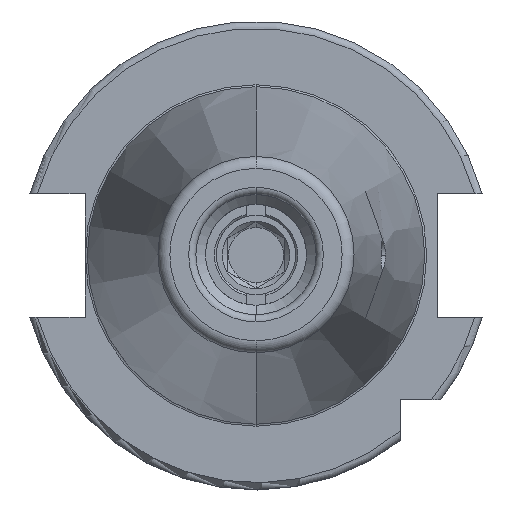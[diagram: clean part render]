
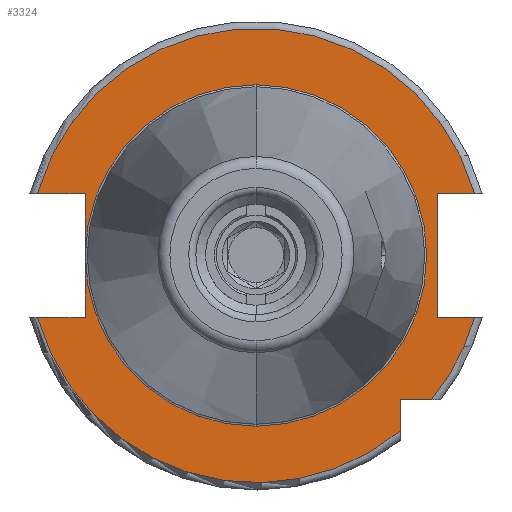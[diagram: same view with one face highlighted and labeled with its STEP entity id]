
A CAD part, top view. The second image highlights one B-rep face of the part: STEP entity #3324.
In plain terms, the highlighted planar face has unit normal (0, 0, 1).
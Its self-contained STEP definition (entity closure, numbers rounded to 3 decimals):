
#319=DIRECTION('',(1,0,0));
#320=VECTOR('',#319,9.969);
#321=CARTESIAN_POINT('',(-45.469,-12.85,15.9));
#322=LINE('',#321,#320);
#323=DIRECTION('',(0.,1,0));
#324=VECTOR('',#323,12.85);
#325=CARTESIAN_POINT('',(-35.5,-12.85,15.9));
#326=LINE('',#325,#324);
#327=DIRECTION('',(0.,1,0));
#328=VECTOR('',#327,12.85);
#329=CARTESIAN_POINT('',(-35.5,0,15.9));
#330=LINE('',#329,#328);
#331=DIRECTION('',(1,0,0));
#332=VECTOR('',#331,9.969);
#333=CARTESIAN_POINT('',(-45.469,12.85,15.9));
#334=LINE('',#333,#332);
#335=DIRECTION('',(-1,0,0));
#336=VECTOR('',#335,7.769);
#337=CARTESIAN_POINT('',(45.469,12.85,15.9));
#338=LINE('',#337,#336);
#339=DIRECTION('',(0,-1,0));
#340=VECTOR('',#339,25.7);
#341=CARTESIAN_POINT('',(37.7,12.85,15.9));
#342=LINE('',#341,#340);
#343=DIRECTION('',(-1,0,0));
#344=VECTOR('',#343,7.769);
#345=CARTESIAN_POINT('',(45.469,-12.85,15.9));
#346=LINE('',#345,#344);
#347=CARTESIAN_POINT('',(0,0,15.9));
#348=DIRECTION('',(0,0,1));
#349=DIRECTION('',(0.773,-0.635,0));
#350=AXIS2_PLACEMENT_3D('',#347,#348,#349);
#352=DIRECTION('',(-1,0,0));
#353=VECTOR('',#352,6.504);
#354=CARTESIAN_POINT('',(36.504,-30,15.9));
#355=LINE('',#354,#353);
#356=DIRECTION('',(0,1,0));
#357=VECTOR('',#356,6.504);
#358=CARTESIAN_POINT('',(30,-36.504,15.9));
#359=LINE('',#358,#357);
#360=CARTESIAN_POINT('',(0,0,15.9));
#361=DIRECTION('',(0,0,1));
#362=DIRECTION('',(0,1,0));
#363=AXIS2_PLACEMENT_3D('',#360,#361,#362);
#375=CARTESIAN_POINT('',(0,0,15.9));
#376=DIRECTION('',(0,0,1));
#377=DIRECTION('',(-1,0,0));
#378=AXIS2_PLACEMENT_3D('',#375,#376,#377);
#380=CARTESIAN_POINT('',(0,0,15.9));
#381=DIRECTION('',(0,0,-1));
#382=DIRECTION('',(0,1,0));
#383=AXIS2_PLACEMENT_3D('',#380,#381,#382);
#1401=CARTESIAN_POINT('',(0,0,15.9));
#1402=DIRECTION('',(0,0,1));
#1403=DIRECTION('',(0.962,0.272,0));
#1404=AXIS2_PLACEMENT_3D('',#1401,#1402,#1403);
#1452=CARTESIAN_POINT('',(0,0,15.9));
#1453=DIRECTION('',(0,0,1));
#1454=DIRECTION('',(-0.962,-0.272,0));
#1455=AXIS2_PLACEMENT_3D('',#1452,#1453,#1454);
#2371=CARTESIAN_POINT('',(0,35.5,15.9));
#2373=VERTEX_POINT('',#2371);
#2393=CARTESIAN_POINT('',(0,-35.5,15.9));
#2395=VERTEX_POINT('',#2393);
#2541=CARTESIAN_POINT('',(-45.469,-12.85,15.9));
#2542=CARTESIAN_POINT('',(-35.5,-12.85,15.9));
#2543=VERTEX_POINT('',#2541);
#2544=VERTEX_POINT('',#2542);
#2545=CARTESIAN_POINT('',(-35.5,0,15.9));
#2546=VERTEX_POINT('',#2545);
#2547=CARTESIAN_POINT('',(-35.5,12.85,15.9));
#2548=VERTEX_POINT('',#2547);
#2549=CARTESIAN_POINT('',(-45.469,12.85,15.9));
#2550=VERTEX_POINT('',#2549);
#2551=CARTESIAN_POINT('',(37.7,12.85,15.9));
#2552=CARTESIAN_POINT('',(37.7,-12.85,15.9));
#2553=VERTEX_POINT('',#2551);
#2554=VERTEX_POINT('',#2552);
#2555=CARTESIAN_POINT('',(45.469,-12.85,15.9));
#2556=VERTEX_POINT('',#2555);
#2557=CARTESIAN_POINT('',(45.469,12.85,15.9));
#2558=VERTEX_POINT('',#2557);
#2559=CARTESIAN_POINT('',(30,-36.504,15.9));
#2560=CARTESIAN_POINT('',(30,-30,15.9));
#2561=VERTEX_POINT('',#2559);
#2562=VERTEX_POINT('',#2560);
#2563=CARTESIAN_POINT('',(36.504,-30,15.9));
#2564=VERTEX_POINT('',#2563);
#3294=CARTESIAN_POINT('',(0,0,15.9));
#3295=DIRECTION('',(0,0,-1));
#3296=DIRECTION('',(0,-1,0));
#3297=AXIS2_PLACEMENT_3D('',#3294,#3295,#3296);
#3298=PLANE('',#3297);
#3299=ORIENTED_EDGE('',*,*,#3271,.T.);
#3300=ORIENTED_EDGE('',*,*,#2955,.T.);
#3302=ORIENTED_EDGE('',*,*,#3301,.T.);
#3304=ORIENTED_EDGE('',*,*,#3303,.F.);
#3306=ORIENTED_EDGE('',*,*,#3305,.T.);
#3307=ORIENTED_EDGE('',*,*,#2953,.T.);
#3308=ORIENTED_EDGE('',*,*,#2990,.F.);
#3310=ORIENTED_EDGE('',*,*,#3309,.F.);
#3312=ORIENTED_EDGE('',*,*,#3311,.T.);
#3314=ORIENTED_EDGE('',*,*,#3313,.T.);
#3315=ORIENTED_EDGE('',*,*,#3067,.F.);
#3317=ORIENTED_EDGE('',*,*,#3316,.F.);
#3318=ORIENTED_EDGE('',*,*,#3125,.T.);
#3319=ORIENTED_EDGE('',*,*,#3176,.F.);
#3321=ORIENTED_EDGE('',*,*,#3320,.F.);
#3322=EDGE_LOOP('',(#3299,#3300,#3302,#3304,#3306,#3307,#3308,#3310,#3312,#3314,
#3315,#3317,#3318,#3319,#3321));
#3323=FACE_OUTER_BOUND('',#3322,.F.);
#3324=ADVANCED_FACE('',(#3323),#3298,.F.);
#351=CIRCLE('',#350,47.25);
#364=CIRCLE('',#363,35.5);
#379=CIRCLE('',#378,35.5);
#384=CIRCLE('',#383,35.5);
#1405=CIRCLE('',#1404,47.25);
#1456=CIRCLE('',#1455,47.25);
#2953=EDGE_CURVE('',#2546,#2548,#330,.T.);
#2955=EDGE_CURVE('',#2544,#2546,#326,.T.);
#2990=EDGE_CURVE('',#2550,#2548,#334,.T.);
#3067=EDGE_CURVE('',#2556,#2554,#346,.T.);
#3125=EDGE_CURVE('',#2564,#2562,#355,.T.);
#3176=EDGE_CURVE('',#2561,#2562,#359,.T.);
#3271=EDGE_CURVE('',#2543,#2544,#322,.T.);
#3301=EDGE_CURVE('',#2546,#2395,#379,.T.);
#3303=EDGE_CURVE('',#2373,#2395,#384,.T.);
#3305=EDGE_CURVE('',#2373,#2546,#364,.T.);
#3309=EDGE_CURVE('',#2558,#2550,#1405,.T.);
#3311=EDGE_CURVE('',#2558,#2553,#338,.T.);
#3313=EDGE_CURVE('',#2553,#2554,#342,.T.);
#3316=EDGE_CURVE('',#2564,#2556,#351,.T.);
#3320=EDGE_CURVE('',#2543,#2561,#1456,.T.);
